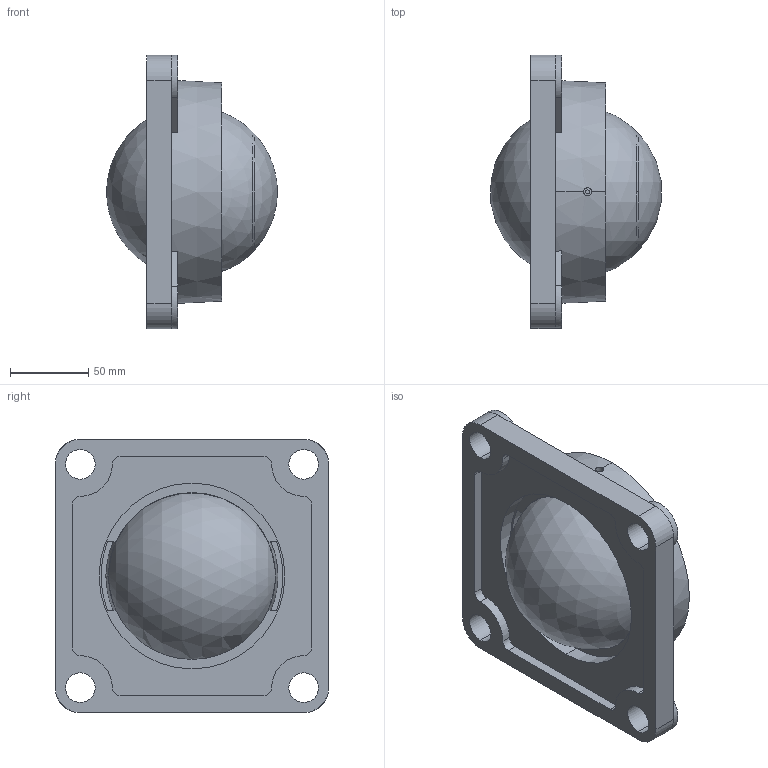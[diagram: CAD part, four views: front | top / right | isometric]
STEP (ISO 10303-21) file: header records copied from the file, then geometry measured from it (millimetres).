
FILE_DESCRIPTION(('STEP AP214'),'1');
FILE_NAME('ucf212.stp','2024-07-15T06:54:49',('TraceParts'),('TraceParts S.A.'),'Spatial InterOp 3D',' ',' ');
FILE_SCHEMA(('AUTOMOTIVE_DESIGN { 1 0 10303 214 1 1 1 1 }'));
Length unit declared in the file: millimetre
Products named in the file (1): ucf212_1
Bounding box: 109.14 x 175 x 175 mm (x, y, z)
Volume: 1336039.1 mm3; surface area: 223045.3 mm2
Topology: 14 solids, 14 shells, 276 faces, 713 edges, 441 vertices
Faces by surface type: cylinder 88, plane 83, cone 52, torus 30, sphere 23
Entity records: 11490 total; most frequent: CARTESIAN_POINT 2351, DIRECTION 1605, ORIENTED_EDGE 1354, AXIS2_PLACEMENT_3D 684, EDGE_CURVE 677, VERTEX_POINT 441, CIRCLE 394, EDGE_LOOP 320
